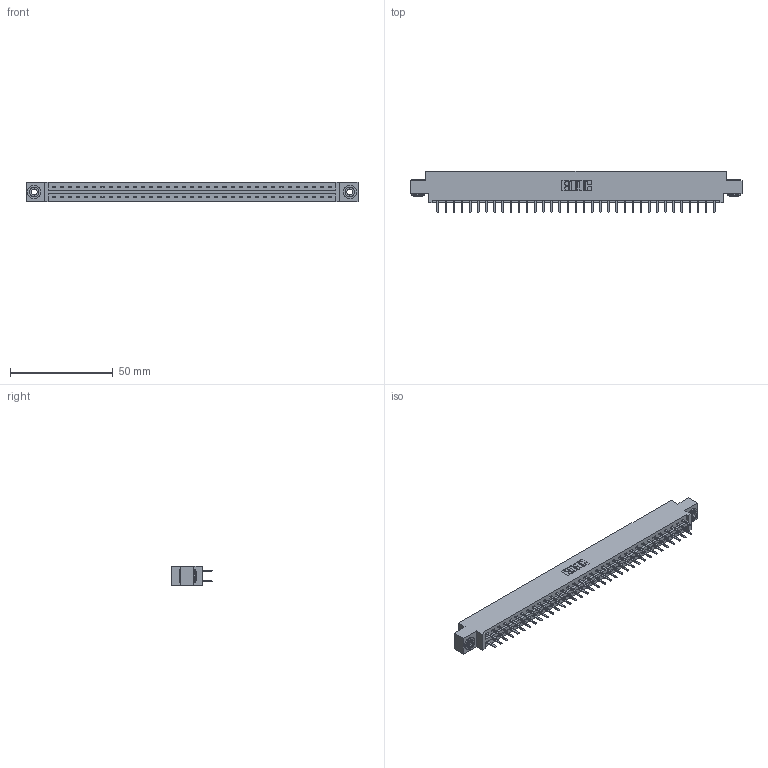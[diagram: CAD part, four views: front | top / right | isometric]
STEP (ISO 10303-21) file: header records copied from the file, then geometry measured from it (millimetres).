
FILE_DESCRIPTION (( 'STEP AP203' ), '1' );
FILE_NAME ('387-070-520-803.STEP', '2018-09-22T16:20:53', ( '' ), ( '' ), 'SwSTEP 2.0', 'SolidWorks 2016', '' );
FILE_SCHEMA (( 'CONFIG_CONTROL_DESIGN' ));
Length unit declared in the file: inch
Products named in the file (4): 345-292-001_345-293-120; 345-250-002_345-250-002-102; 387-070-520-803; 337 Part_0.170 Offset - 0.156 Dia-TH
Assembly tree (73 placements, depth 2):
  387-070-520-803
    337 Part_0.170 Offset - 0.156 Dia-TH
    345-292-001_345-293-120  x70
    345-250-002_345-250-002-102  x2
Bounding box: 161.7 x 20.02 x 9.4 mm (x, y, z)
Volume: 16818.8 mm3; surface area: 19190.1 mm2
Topology: 73 solids, 73 shells, 4216 faces, 12229 edges, 7962 vertices
Faces by surface type: plane 2884, cylinder 1324, cone 8
Entity records: 28938 total; most frequent: CARTESIAN_POINT 4869, ORIENTED_EDGE 4786, DIRECTION 4175, EDGE_CURVE 2393, VECTOR 2237, LINE 2237, VERTEX_POINT 1590, AXIS2_PLACEMENT_3D 969
